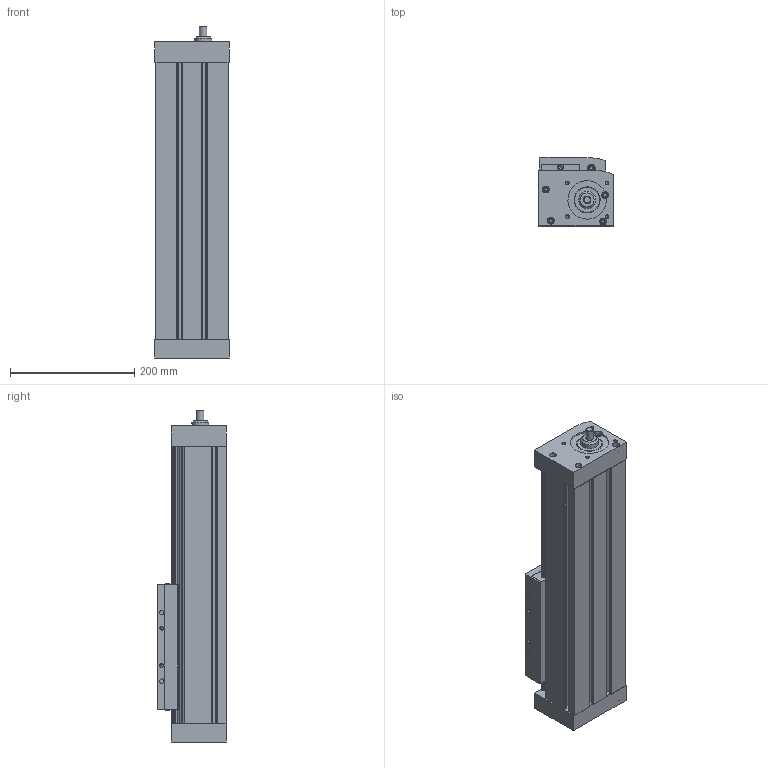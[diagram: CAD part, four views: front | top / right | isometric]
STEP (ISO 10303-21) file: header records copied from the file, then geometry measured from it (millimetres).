
FILE_DESCRIPTION(/* description */ ('STEP AP214'),/* implementation_level */ '2;1');
FILE_NAME(/* name */ '3013572_EGC-120-200-BS-10P-KF-0H-ML-GK',/* time_stamp */ '2024-08-27T12:25:17+02:00',/* author */ ('License CC BY-ND 4.0'),/* organization */ ('CADENAS'),/* preprocessor_version */ 'ST-DEVELOPER v19.3',/* originating_system */ 'PARTsolutions',/* authorisation */ ' ');
FILE_SCHEMA (('AUTOMOTIVE_DESIGN {1 0 10303 214 3 1 1}'));
Length unit declared in the file: millimetre
Products named in the file (6): 3013572 EGC-120-200-BS-10P-KF-0H-ML-GK---(0); EGC-120-BS446123GK0--0-ML--0_0_R0L22000; EGC-120-BS-KF_(Deckel LI2_0); EGC-120-BS-KF_(Deckel RE1_0); EGC-120-GK-GPBS1----(0); DIN-913 - M6x6
Assembly tree (5 placements, depth 2):
  3013572 EGC-120-200-BS-10P-KF-0H-ML-GK---(0)
    EGC-120-BS446123GK0--0-ML--0_0_R0L22000
    EGC-120-BS-KF_(Deckel LI2_0)
    EGC-120-BS-KF_(Deckel RE1_0)
    EGC-120-GK-GPBS1----(0)
    DIN-913 - M6x6
Bounding box: 120 x 111.5 x 534.5 mm (x, y, z)
Volume: 4990692.3 mm3; surface area: 442682 mm2
Topology: 5 solids, 5 shells, 549 faces, 1309 edges, 848 vertices
Faces by surface type: plane 310, cylinder 149, cone 89, sphere 1
Full cylindrical faces by diameter (mm): 1.1 x1, 4.134 x10, 4.2 x1, 4.5 x1, 4.917 x15, 6 x1, 6.647 x2, 7 x2, 8.376 x1, 9 x10, 9.6 x2, 10 x9, 11 x9, 12 x1, 13 x1, 28 x1, 30 x2, 40 x2
Entity records: 16443 total; most frequent: CARTESIAN_POINT 2829, DIRECTION 2540, ORIENTED_EDGE 2268, EDGE_CURVE 1134, AXIS2_PLACEMENT_3D 935, VERTEX_POINT 828, FACE_BOUND 782, EDGE_LOOP 770
